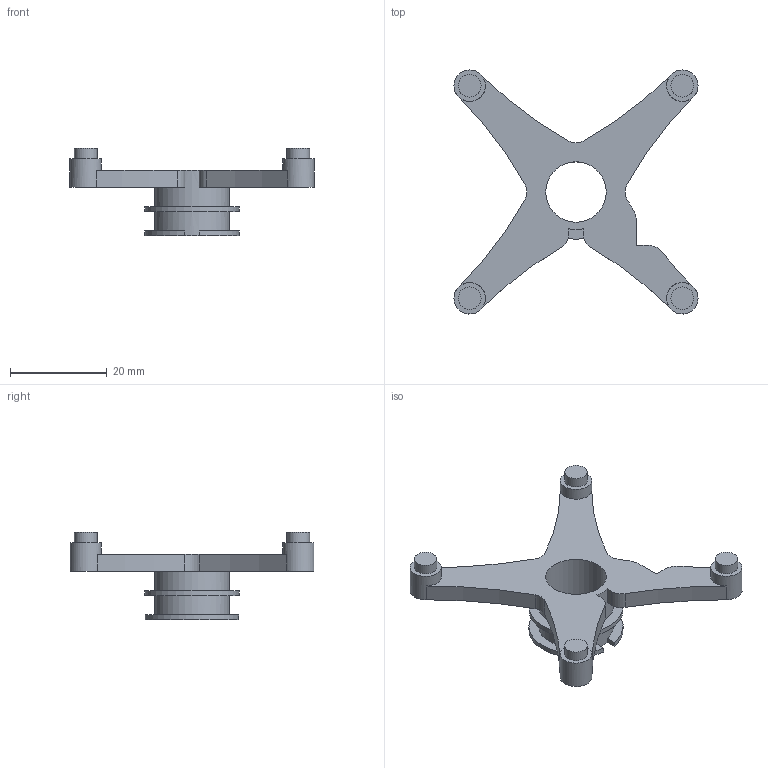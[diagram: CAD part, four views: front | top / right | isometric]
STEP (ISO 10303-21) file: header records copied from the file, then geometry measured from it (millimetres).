
FILE_DESCRIPTION(/* description */ (''),/* implementation_level */ '2;1');
FILE_NAME(/* name */ 'Motor Mount.step',/* time_stamp */ '2025-12-09T20:25:11-08:00',/* author */ (''),/* organization */ (''),/* preprocessor_version */ 'ST-DEVELOPER v20.1',/* originating_system */ 'Autodesk Translation Framework v14.21.0.0',/* authorisation */ '');
FILE_SCHEMA (('AUTOMOTIVE_DESIGN { 1 0 10303 214 3 1 1 }'));
Length unit declared in the file: millimetre
Products named in the file (1): Motor Mount
Bounding box: 50.5 x 50.49 x 18.1 mm (x, y, z)
Volume: 4764.2 mm3; surface area: 4607.7 mm2
Topology: 1 solids, 1 shells, 49 faces, 123 edges, 82 vertices
Faces by surface type: cylinder 29, plane 20
Full cylindrical faces by diameter (mm): 4.7 x4, 6.5 x4, 12.5 x1, 15.5 x2, 19.5 x1
Entity records: 1551 total; most frequent: DIRECTION 293, CARTESIAN_POINT 255, ORIENTED_EDGE 246, EDGE_CURVE 123, AXIS2_PLACEMENT_3D 120, VERTEX_POINT 82, CIRCLE 70, EDGE_LOOP 57
